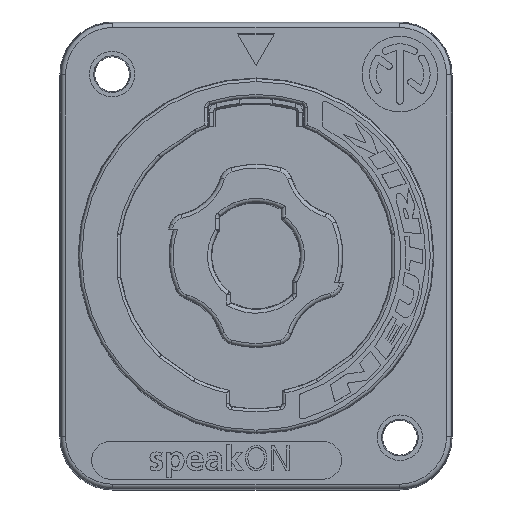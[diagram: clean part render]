
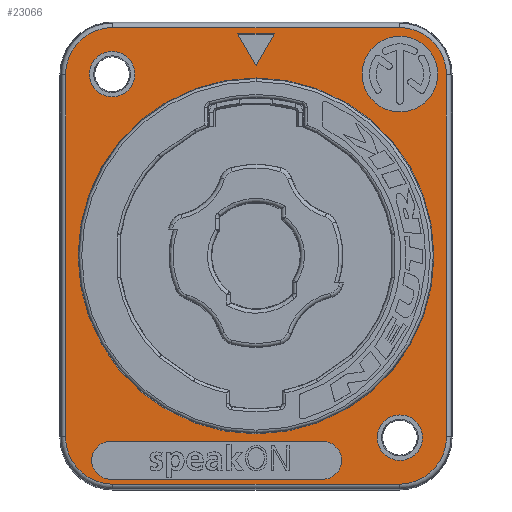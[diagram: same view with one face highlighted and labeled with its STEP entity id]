
A CAD part, top view. The second image highlights one B-rep face of the part: STEP entity #23066.
In plain terms, the highlighted planar face has unit normal (0, 0, 1).
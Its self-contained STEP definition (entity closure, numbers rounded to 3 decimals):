
#3640=CARTESIAN_POINT('',(9.5,12.,4.5));
#3641=DIRECTION('',(0.,0.,1.));
#3642=DIRECTION('',(1.,0.,0.));
#3643=AXIS2_PLACEMENT_3D('',#3640,#3641,#3642);
#3645=CARTESIAN_POINT('',(9.5,12.,4.5));
#3646=DIRECTION('',(0.,0.,1.));
#3647=DIRECTION('',(-1.,0.,0.));
#3648=AXIS2_PLACEMENT_3D('',#3645,#3646,#3647);
#3650=CARTESIAN_POINT('',(-9.6,-13.5,4.5));
#3651=DIRECTION('',(0.,0.,1.));
#3652=DIRECTION('',(0.,1.,0.));
#3653=AXIS2_PLACEMENT_3D('',#3650,#3651,#3652);
#3655=DIRECTION('',(1.,0.,0.));
#3656=VECTOR('',#3655,14.);
#3657=CARTESIAN_POINT('',(-9.6,-14.75,4.5));
#3658=LINE('',#3657,#3656);
#3659=CARTESIAN_POINT('',(4.4,-13.5,4.5));
#3660=DIRECTION('',(0.,0.,1.));
#3661=DIRECTION('',(0.,-1.,0.));
#3662=AXIS2_PLACEMENT_3D('',#3659,#3660,#3661);
#3664=DIRECTION('',(-1.,0.,0.));
#3665=VECTOR('',#3664,14.);
#3666=CARTESIAN_POINT('',(4.4,-12.25,4.5));
#3667=LINE('',#3666,#3665);
#3668=DIRECTION('',(0.5,-0.866,0.));
#3669=VECTOR('',#3668,2.4);
#3670=CARTESIAN_POINT('',(-1.2,14.65,4.5));
#3671=LINE('',#3670,#3669);
#3672=DIRECTION('',(0.5,0.866,0.));
#3673=VECTOR('',#3672,2.4);
#3674=CARTESIAN_POINT('',(0.,12.572,4.5));
#3675=LINE('',#3674,#3673);
#3676=DIRECTION('',(-1.,0.,0.));
#3677=VECTOR('',#3676,2.4);
#3678=CARTESIAN_POINT('',(1.2,14.65,4.5));
#3679=LINE('',#3678,#3677);
#3680=CARTESIAN_POINT('',(-9.5,12.,4.5));
#3681=DIRECTION('',(0.,0.,1.));
#3682=DIRECTION('',(1.,0.,0.));
#3683=AXIS2_PLACEMENT_3D('',#3680,#3681,#3682);
#3685=CARTESIAN_POINT('',(-9.5,12.,4.5));
#3686=DIRECTION('',(0.,0.,1.));
#3687=DIRECTION('',(-1.,0.,0.));
#3688=AXIS2_PLACEMENT_3D('',#3685,#3686,#3687);
#3690=CARTESIAN_POINT('',(9.5,-12.,4.5));
#3691=DIRECTION('',(0.,0.,1.));
#3692=DIRECTION('',(1.,0.,0.));
#3693=AXIS2_PLACEMENT_3D('',#3690,#3691,#3692);
#3695=CARTESIAN_POINT('',(9.5,-12.,4.5));
#3696=DIRECTION('',(0.,0.,1.));
#3697=DIRECTION('',(-1.,0.,0.));
#3698=AXIS2_PLACEMENT_3D('',#3695,#3696,#3697);
#3700=CARTESIAN_POINT('',(-9.45,11.95,4.5));
#3701=DIRECTION('',(0.,0.,1.));
#3702=DIRECTION('',(0.,1.,0.));
#3703=AXIS2_PLACEMENT_3D('',#3700,#3701,#3702);
#3705=DIRECTION('',(-1.,0.,0.));
#3706=VECTOR('',#3705,18.9);
#3707=CARTESIAN_POINT('',(9.45,15.077,4.5));
#3708=LINE('',#3707,#3706);
#3709=CARTESIAN_POINT('',(9.45,11.95,4.5));
#3710=DIRECTION('',(0.,0.,1.));
#3711=DIRECTION('',(1.,0.,0.));
#3712=AXIS2_PLACEMENT_3D('',#3709,#3710,#3711);
#3714=DIRECTION('',(0.,1.,0.));
#3715=VECTOR('',#3714,23.9);
#3716=CARTESIAN_POINT('',(12.577,-11.95,4.5));
#3717=LINE('',#3716,#3715);
#3718=CARTESIAN_POINT('',(9.45,-11.95,4.5));
#3719=DIRECTION('',(0.,0.,1.));
#3720=DIRECTION('',(0.,-1.,0.));
#3721=AXIS2_PLACEMENT_3D('',#3718,#3719,#3720);
#3723=DIRECTION('',(1.,0.,0.));
#3724=VECTOR('',#3723,18.9);
#3725=CARTESIAN_POINT('',(-9.45,-15.077,4.5));
#3726=LINE('',#3725,#3724);
#3727=CARTESIAN_POINT('',(-9.45,-11.95,4.5));
#3728=DIRECTION('',(0.,0.,1.));
#3729=DIRECTION('',(-1.,0.,0.));
#3730=AXIS2_PLACEMENT_3D('',#3727,#3728,#3729);
#3732=DIRECTION('',(0.,-1.,0.));
#3733=VECTOR('',#3732,23.9);
#3734=CARTESIAN_POINT('',(-12.577,11.95,4.5));
#3735=LINE('',#3734,#3733);
#3741=CARTESIAN_POINT('',(0.,0.,4.5));
#3742=DIRECTION('',(0.,0.,-1.));
#3743=DIRECTION('',(0.,1.,0.));
#3744=AXIS2_PLACEMENT_3D('',#3741,#3742,#3743);
#5097=CARTESIAN_POINT('',(0.,0.,4.5));
#5098=DIRECTION('',(0.,0.,1.));
#5099=DIRECTION('',(0.,1.,0.));
#5100=AXIS2_PLACEMENT_3D('',#5097,#5098,#5099);
#17048=CARTESIAN_POINT('',(0.,11.75,4.5));
#17049=CARTESIAN_POINT('',(0.,-11.75,4.5));
#17050=VERTEX_POINT('',#17048);
#17051=VERTEX_POINT('',#17049);
#17086=CARTESIAN_POINT('',(12.,12.,4.5));
#17087=CARTESIAN_POINT('',(7.,12.,4.5));
#17088=VERTEX_POINT('',#17086);
#17089=VERTEX_POINT('',#17087);
#17090=CARTESIAN_POINT('',(-9.6,-12.25,4.5));
#17091=CARTESIAN_POINT('',(-9.6,-14.75,4.5));
#17092=VERTEX_POINT('',#17090);
#17093=VERTEX_POINT('',#17091);
#17094=CARTESIAN_POINT('',(4.4,-14.75,4.5));
#17095=VERTEX_POINT('',#17094);
#17096=CARTESIAN_POINT('',(4.4,-12.25,4.5));
#17097=VERTEX_POINT('',#17096);
#17098=CARTESIAN_POINT('',(-1.2,14.65,4.5));
#17099=CARTESIAN_POINT('',(0.,12.572,4.5));
#17100=VERTEX_POINT('',#17098);
#17101=VERTEX_POINT('',#17099);
#17102=CARTESIAN_POINT('',(1.2,14.65,4.5));
#17103=VERTEX_POINT('',#17102);
#18426=CARTESIAN_POINT('',(-8.,12.,4.5));
#18427=CARTESIAN_POINT('',(-11.,12.,4.5));
#18428=VERTEX_POINT('',#18426);
#18429=VERTEX_POINT('',#18427);
#18430=CARTESIAN_POINT('',(11.,-12.,4.5));
#18431=CARTESIAN_POINT('',(8.,-12.,4.5));
#18432=VERTEX_POINT('',#18430);
#18433=VERTEX_POINT('',#18431);
#18450=CARTESIAN_POINT('',(-9.45,15.077,4.5));
#18451=CARTESIAN_POINT('',(-12.577,11.95,4.5));
#18452=VERTEX_POINT('',#18450);
#18453=VERTEX_POINT('',#18451);
#18458=CARTESIAN_POINT('',(-12.577,-11.95,4.5));
#18459=VERTEX_POINT('',#18458);
#18462=CARTESIAN_POINT('',(-9.45,-15.077,4.5));
#18463=VERTEX_POINT('',#18462);
#18466=CARTESIAN_POINT('',(9.45,-15.077,4.5));
#18467=VERTEX_POINT('',#18466);
#18470=CARTESIAN_POINT('',(12.577,-11.95,4.5));
#18471=VERTEX_POINT('',#18470);
#18474=CARTESIAN_POINT('',(12.577,11.95,4.5));
#18475=VERTEX_POINT('',#18474);
#18478=CARTESIAN_POINT('',(9.45,15.077,4.5));
#18479=VERTEX_POINT('',#18478);
#23002=CARTESIAN_POINT('',(0.,0.,4.5));
#23003=DIRECTION('',(0.,0.,-1.));
#23004=DIRECTION('',(0.,-1.,0.));
#23005=AXIS2_PLACEMENT_3D('',#23002,#23003,#23004);
#23006=PLANE('',#23005);
#23008=ORIENTED_EDGE('',*,*,#23007,.F.);
#23009=ORIENTED_EDGE('',*,*,#22992,.F.);
#23011=ORIENTED_EDGE('',*,*,#23010,.F.);
#23013=ORIENTED_EDGE('',*,*,#23012,.F.);
#23015=ORIENTED_EDGE('',*,*,#23014,.F.);
#23017=ORIENTED_EDGE('',*,*,#23016,.F.);
#23019=ORIENTED_EDGE('',*,*,#23018,.F.);
#23021=ORIENTED_EDGE('',*,*,#23020,.F.);
#23022=EDGE_LOOP('',(#23008,#23009,#23011,#23013,#23015,#23017,#23019,#23021));
#23023=FACE_OUTER_BOUND('',#23022,.F.);
#23025=ORIENTED_EDGE('',*,*,#23024,.T.);
#23027=ORIENTED_EDGE('',*,*,#23026,.T.);
#23028=EDGE_LOOP('',(#23025,#23027));
#23029=FACE_BOUND('',#23028,.F.);
#23031=ORIENTED_EDGE('',*,*,#23030,.T.);
#23033=ORIENTED_EDGE('',*,*,#23032,.T.);
#23035=ORIENTED_EDGE('',*,*,#23034,.T.);
#23037=ORIENTED_EDGE('',*,*,#23036,.T.);
#23038=EDGE_LOOP('',(#23031,#23033,#23035,#23037));
#23039=FACE_BOUND('',#23038,.F.);
#23041=ORIENTED_EDGE('',*,*,#23040,.T.);
#23043=ORIENTED_EDGE('',*,*,#23042,.T.);
#23045=ORIENTED_EDGE('',*,*,#23044,.T.);
#23046=EDGE_LOOP('',(#23041,#23043,#23045));
#23047=FACE_BOUND('',#23046,.F.);
#23049=ORIENTED_EDGE('',*,*,#23048,.T.);
#23051=ORIENTED_EDGE('',*,*,#23050,.T.);
#23052=EDGE_LOOP('',(#23049,#23051));
#23053=FACE_BOUND('',#23052,.F.);
#23055=ORIENTED_EDGE('',*,*,#23054,.T.);
#23057=ORIENTED_EDGE('',*,*,#23056,.T.);
#23058=EDGE_LOOP('',(#23055,#23057));
#23059=FACE_BOUND('',#23058,.F.);
#23061=ORIENTED_EDGE('',*,*,#23060,.F.);
#23063=ORIENTED_EDGE('',*,*,#23062,.T.);
#23064=EDGE_LOOP('',(#23061,#23063));
#23065=FACE_BOUND('',#23064,.F.);
#3644=CIRCLE('',#3643,2.5);
#3649=CIRCLE('',#3648,2.5);
#3654=CIRCLE('',#3653,1.25);
#3663=CIRCLE('',#3662,1.25);
#3684=CIRCLE('',#3683,1.5);
#3689=CIRCLE('',#3688,1.5);
#3694=CIRCLE('',#3693,1.5);
#3699=CIRCLE('',#3698,1.5);
#3704=CIRCLE('',#3703,3.127);
#3713=CIRCLE('',#3712,3.127);
#3722=CIRCLE('',#3721,3.127);
#3731=CIRCLE('',#3730,3.127);
#3745=CIRCLE('',#3744,11.75);
#5101=CIRCLE('',#5100,11.75);
#22992=EDGE_CURVE('',#18479,#18452,#3708,.T.);
#23007=EDGE_CURVE('',#18452,#18453,#3704,.T.);
#23010=EDGE_CURVE('',#18475,#18479,#3713,.T.);
#23012=EDGE_CURVE('',#18471,#18475,#3717,.T.);
#23014=EDGE_CURVE('',#18467,#18471,#3722,.T.);
#23016=EDGE_CURVE('',#18463,#18467,#3726,.T.);
#23018=EDGE_CURVE('',#18459,#18463,#3731,.T.);
#23020=EDGE_CURVE('',#18453,#18459,#3735,.T.);
#23024=EDGE_CURVE('',#17088,#17089,#3644,.T.);
#23026=EDGE_CURVE('',#17089,#17088,#3649,.T.);
#23030=EDGE_CURVE('',#17092,#17093,#3654,.T.);
#23032=EDGE_CURVE('',#17093,#17095,#3658,.T.);
#23034=EDGE_CURVE('',#17095,#17097,#3663,.T.);
#23036=EDGE_CURVE('',#17097,#17092,#3667,.T.);
#23040=EDGE_CURVE('',#17100,#17101,#3671,.T.);
#23042=EDGE_CURVE('',#17101,#17103,#3675,.T.);
#23044=EDGE_CURVE('',#17103,#17100,#3679,.T.);
#23048=EDGE_CURVE('',#18428,#18429,#3684,.T.);
#23050=EDGE_CURVE('',#18429,#18428,#3689,.T.);
#23054=EDGE_CURVE('',#18432,#18433,#3694,.T.);
#23056=EDGE_CURVE('',#18433,#18432,#3699,.T.);
#23060=EDGE_CURVE('',#17050,#17051,#3745,.T.);
#23062=EDGE_CURVE('',#17050,#17051,#5101,.T.);
#23066=ADVANCED_FACE('',(#23023,#23029,#23039,#23047,#23053,#23059,#23065),
#23006,.F.);
